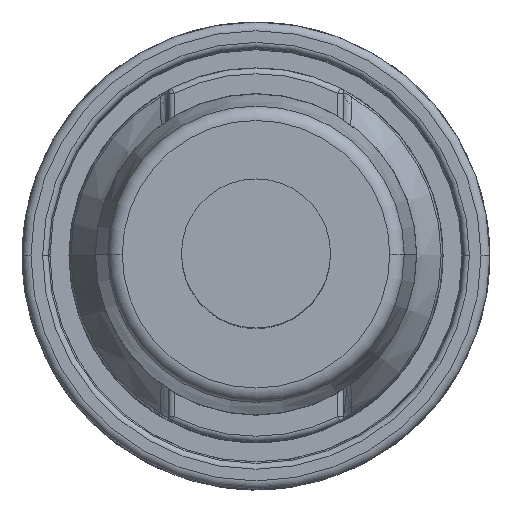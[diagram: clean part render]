
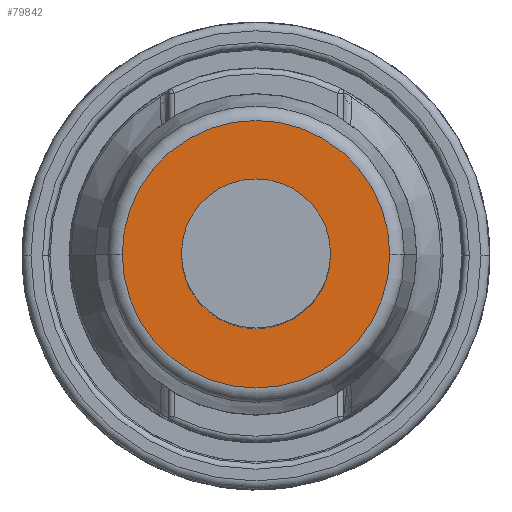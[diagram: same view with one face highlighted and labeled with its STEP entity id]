
A CAD part, top view. The second image highlights one B-rep face of the part: STEP entity #79842.
In plain terms, the highlighted planar face has unit normal (0, 0, 1).
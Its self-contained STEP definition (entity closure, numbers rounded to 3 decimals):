
#167 = EDGE_LOOP ( 'NONE', ( #75920, #63102 ) ) ;
#3042 = FACE_BOUND ( 'NONE', #65124, .T. ) ;
#3180 = CARTESIAN_POINT ( 'NONE',  ( 0., 0., 39.9 ) ) ;
#3783 = AXIS2_PLACEMENT_3D ( 'NONE', #3180, #35499, #22656 ) ;
#4259 = VERTEX_POINT ( 'NONE', #74602 ) ;
#4476 = AXIS2_PLACEMENT_3D ( 'NONE', #83827, #10033, #45001 ) ;
#5048 = DIRECTION ( 'NONE',  ( -1., 0., 0. ) ) ;
#7800 = VERTEX_POINT ( 'NONE', #33887 ) ;
#10033 = DIRECTION ( 'NONE',  ( 0., 0., 1. ) ) ;
#12048 = VERTEX_POINT ( 'NONE', #75246 ) ;
#12366 = AXIS2_PLACEMENT_3D ( 'NONE', #24941, #18309, #71784 ) ;
#18309 = DIRECTION ( 'NONE',  ( 0., 0., 1. ) ) ;
#18328 = DIRECTION ( 'NONE',  ( 0., 0., 1. ) ) ;
#19485 = CARTESIAN_POINT ( 'NONE',  ( 2.55, 0., 39.9 ) ) ;
#19615 = CARTESIAN_POINT ( 'NONE',  ( 0., 0., 39.9 ) ) ;
#19987 = EDGE_CURVE ( 'NONE', #4259, #7800, #62357, .T. ) ;
#21055 = ORIENTED_EDGE ( 'NONE', *, *, #79627, .F. ) ;
#22656 = DIRECTION ( 'NONE',  ( 1., 0., 0. ) ) ;
#24941 = CARTESIAN_POINT ( 'NONE',  ( 0., 0., 39.9 ) ) ;
#27322 = AXIS2_PLACEMENT_3D ( 'NONE', #19615, #18328, #5048 ) ;
#28435 = VERTEX_POINT ( 'NONE', #19485 ) ;
#29145 = CARTESIAN_POINT ( 'NONE',  ( 0., 0., 39.9 ) ) ;
#33887 = CARTESIAN_POINT ( 'NONE',  ( -4.576, 0., 39.9 ) ) ;
#35499 = DIRECTION ( 'NONE',  ( 0., 0., 1. ) ) ;
#36233 = PLANE ( 'NONE',  #48993 ) ;
#40391 = EDGE_CURVE ( 'NONE', #7800, #4259, #49939, .T. ) ;
#45001 = DIRECTION ( 'NONE',  ( -1., 0., 0. ) ) ;
#48993 = AXIS2_PLACEMENT_3D ( 'NONE', #29145, #49510, #76399 ) ;
#49510 = DIRECTION ( 'NONE',  ( 0., 0., -1. ) ) ;
#49939 = CIRCLE ( 'NONE', #27322, 4.576 ) ;
#53184 = CIRCLE ( 'NONE', #3783, 2.55 ) ;
#54039 = ORIENTED_EDGE ( 'NONE', *, *, #82289, .F. ) ;
#60328 = CIRCLE ( 'NONE', #12366, 2.55 ) ;
#62357 = CIRCLE ( 'NONE', #4476, 4.576 ) ;
#63102 = ORIENTED_EDGE ( 'NONE', *, *, #19987, .T. ) ;
#65124 = EDGE_LOOP ( 'NONE', ( #54039, #21055 ) ) ;
#69365 = FACE_OUTER_BOUND ( 'NONE', #167, .T. ) ;
#71784 = DIRECTION ( 'NONE',  ( 1., 0., 0. ) ) ;
#74602 = CARTESIAN_POINT ( 'NONE',  ( 4.576, 0., 39.9 ) ) ;
#75246 = CARTESIAN_POINT ( 'NONE',  ( -2.55, 0., 39.9 ) ) ;
#75920 = ORIENTED_EDGE ( 'NONE', *, *, #40391, .T. ) ;
#76399 = DIRECTION ( 'NONE',  ( 0., -1., 0. ) ) ;
#79627 = EDGE_CURVE ( 'NONE', #28435, #12048, #53184, .T. ) ;
#79842 = ADVANCED_FACE ( 'NONE', ( #3042, #69365 ), #36233, .F. ) ;
#82289 = EDGE_CURVE ( 'NONE', #12048, #28435, #60328, .T. ) ;
#83827 = CARTESIAN_POINT ( 'NONE',  ( 0., 0., 39.9 ) ) ;
